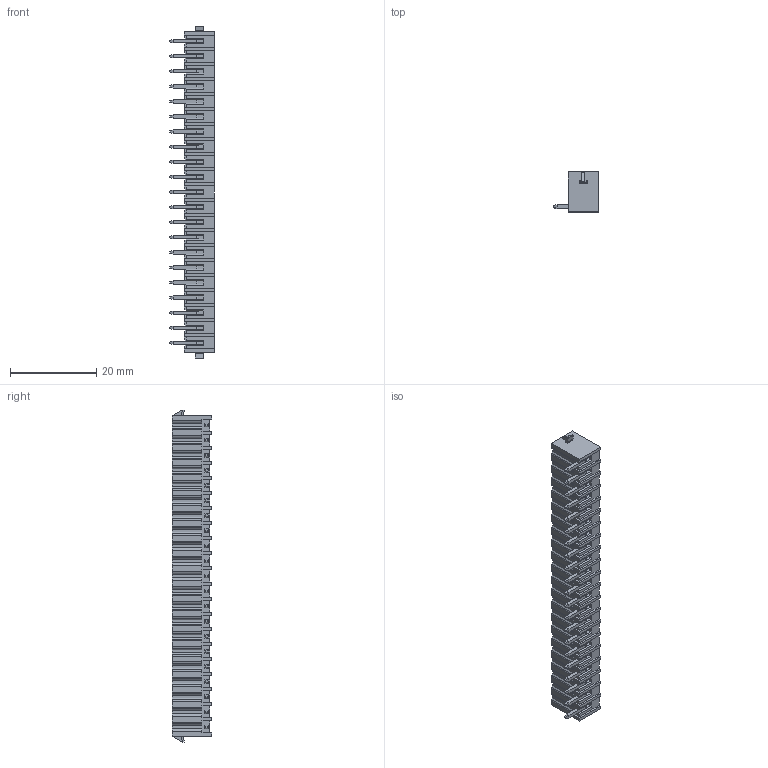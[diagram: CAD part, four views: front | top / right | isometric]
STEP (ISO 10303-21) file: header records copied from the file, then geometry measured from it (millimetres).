
FILE_DESCRIPTION((''),'2;1');
FILE_NAME('PRT0002','2024-10-12T',('sheji'),(''),'PRO/ENGINEER BY PARAMETRIC TECHNOLOGY CORPORATION, 2015240','PRO/ENGINEER BY PARAMETRIC TECHNOLOGY CORPORATION, 2015240','');
FILE_SCHEMA(('CONFIG_CONTROL_DESIGN'));
Length unit declared in the file: millimetre
Products named in the file (1): PRT0002
Bounding box: 10.4 x 9.2 x 77 mm (x, y, z)
Volume: 2095.2 mm3; surface area: 6656 mm2
Topology: 22 solids, 22 shells, 1330 faces, 3537 edges, 2316 vertices
Faces by surface type: plane 1076, cylinder 212, cone 42
Entity records: 40782 total; most frequent: CARTESIAN_POINT 7666, ORIENTED_EDGE 7074, DIRECTION 6415, EDGE_CURVE 3537, VECTOR 2983, LINE 2983, VERTEX_POINT 2316, AXIS2_PLACEMENT_3D 1716
